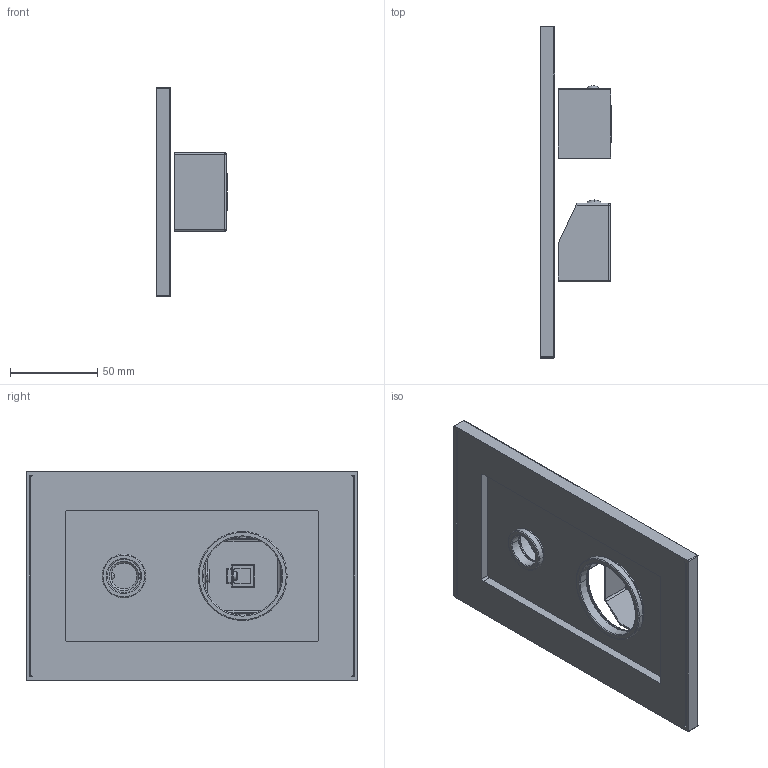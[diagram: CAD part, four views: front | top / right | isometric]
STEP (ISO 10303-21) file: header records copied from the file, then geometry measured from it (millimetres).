
FILE_DESCRIPTION((''),'2;1');
FILE_NAME('LEC018CREST','2021-11-04T10:57:37',('ut3'),('PAFFONI SpA'),'CREO PARAMETRIC BY PTC INC, 2020044','CREO PARAMETRIC BY PTC INC, 2020044','');
FILE_SCHEMA(('CONFIG_CONTROL_DESIGN','SHAPE_APPEARANCE_LAYERS_GROUPS'));
Length unit declared in the file: millimetre
Products named in the file (1): LEC018CREST
Bounding box: 40.49 x 190 x 120 mm (x, y, z)
Volume: 155080 mm3; surface area: 104135.1 mm2
Topology: 3 solids, 3 shells, 307 faces, 724 edges, 440 vertices
Faces by surface type: cylinder 122, plane 109, torus 28, cone 22, sphere 20, bspline 6
Entity records: 11983 total; most frequent: CARTESIAN_POINT 2677, DIRECTION 1540, ORIENTED_EDGE 1436, EDGE_CURVE 718, AXIS2_PLACEMENT_3D 592, VERTEX_POINT 440, VECTOR 356, LINE 356
